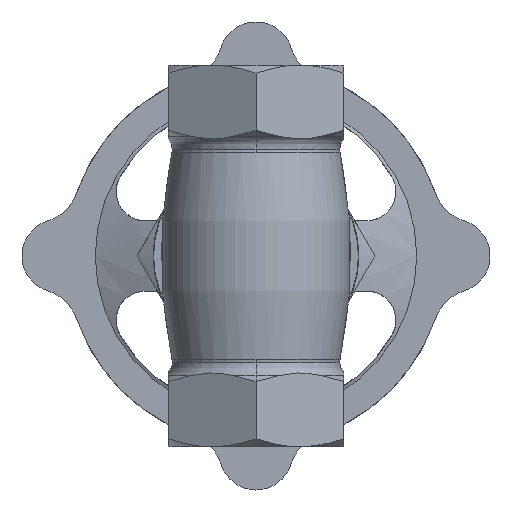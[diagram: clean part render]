
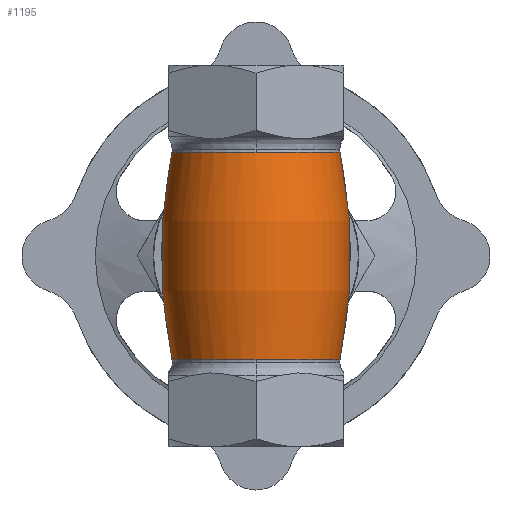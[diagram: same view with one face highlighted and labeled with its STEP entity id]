
A CAD part, front view. The second image highlights one B-rep face of the part: STEP entity #1195.
In plain terms, the highlighted toroidal (fillet/blend) face has major radius 44.482 mm and minor radius 54.769 mm.
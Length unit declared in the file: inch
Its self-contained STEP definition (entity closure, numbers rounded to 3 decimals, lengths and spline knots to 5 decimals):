
#494 = EDGE_CURVE ( 'NONE', #10485, #5390, #3764, .T. ) ;
#573 = DIRECTION ( 'NONE',  ( -1., 0., 0. ) ) ;
#1195 = ADVANCED_FACE ( 'NONE', ( #8061 ), #13288, .T. ) ;
#1227 = CIRCLE ( 'NONE', #3193, 2.15625 ) ;
#1385 = ORIENTED_EDGE ( 'NONE', *, *, #11952, .F. ) ;
#1651 = ORIENTED_EDGE ( 'NONE', *, *, #4203, .T. ) ;
#1740 = CARTESIAN_POINT ( 'NONE',  ( 0., -1.31349, -0.44349 ) ) ;
#1810 = EDGE_CURVE ( 'NONE', #1839, #7584, #10570, .T. ) ;
#1839 = VERTEX_POINT ( 'NONE', #2445 ) ;
#1853 = DIRECTION ( 'NONE',  ( 0., 0., -1. ) ) ;
#2281 = CARTESIAN_POINT ( 'NONE',  ( 0., -1.31349, -0.44349 ) ) ;
#2445 = CARTESIAN_POINT ( 'NONE',  ( 0., -1.67239, 0.44349 ) ) ;
#2875 = CARTESIAN_POINT ( 'NONE',  ( 0.3589, -1.31349, 0.44349 ) ) ;
#3129 = AXIS2_PLACEMENT_3D ( 'NONE', #12432, #5526, #10066 ) ;
#3193 = AXIS2_PLACEMENT_3D ( 'NONE', #7534, #8738, #9907 ) ;
#3764 = CIRCLE ( 'NONE', #12368, 0.3589 ) ;
#3842 = ORIENTED_EDGE ( 'NONE', *, *, #5858, .F. ) ;
#4203 = EDGE_CURVE ( 'NONE', #14729, #1839, #11909, .T. ) ;
#4349 = ORIENTED_EDGE ( 'NONE', *, *, #1810, .T. ) ;
#4704 = DIRECTION ( 'NONE',  ( -1., 0., 0. ) ) ;
#5354 = AXIS2_PLACEMENT_3D ( 'NONE', #1740, #14132, #573 ) ;
#5390 = VERTEX_POINT ( 'NONE', #10853 ) ;
#5427 = CIRCLE ( 'NONE', #8976, 2.15625 ) ;
#5446 = CARTESIAN_POINT ( 'NONE',  ( -1.75125, -1.31349, 0. ) ) ;
#5526 = DIRECTION ( 'NONE',  ( 0., 0., -1. ) ) ;
#5858 = EDGE_CURVE ( 'NONE', #6471, #10485, #11888, .T. ) ;
#6012 = CARTESIAN_POINT ( 'NONE',  ( 0., -1.67239, -0.44349 ) ) ;
#6471 = VERTEX_POINT ( 'NONE', #13247 ) ;
#6783 = EDGE_LOOP ( 'NONE', ( #1385, #1651, #4349, #9884, #7759, #3842 ) ) ;
#7350 = CARTESIAN_POINT ( 'NONE',  ( -0.3589, -1.31349, 0.44349 ) ) ;
#7534 = CARTESIAN_POINT ( 'NONE',  ( 1.75125, -1.31349, 0. ) ) ;
#7584 = VERTEX_POINT ( 'NONE', #7350 ) ;
#7759 = ORIENTED_EDGE ( 'NONE', *, *, #494, .F. ) ;
#8053 = AXIS2_PLACEMENT_3D ( 'NONE', #11005, #1853, #9908 ) ;
#8061 = FACE_OUTER_BOUND ( 'NONE', #6783, .T. ) ;
#8071 = DIRECTION ( 'NONE',  ( -1., 0., 0. ) ) ;
#8148 = EDGE_CURVE ( 'NONE', #7584, #5390, #1227, .T. ) ;
#8738 = DIRECTION ( 'NONE',  ( 0., -1., 0. ) ) ;
#8976 = AXIS2_PLACEMENT_3D ( 'NONE', #5446, #13514, #11272 ) ;
#9884 = ORIENTED_EDGE ( 'NONE', *, *, #8148, .T. ) ;
#9907 = DIRECTION ( 'NONE',  ( 0., 0., -1. ) ) ;
#9908 = DIRECTION ( 'NONE',  ( -1., 0., 0. ) ) ;
#10066 = DIRECTION ( 'NONE',  ( -1., 0., 0. ) ) ;
#10485 = VERTEX_POINT ( 'NONE', #6012 ) ;
#10490 = CARTESIAN_POINT ( 'NONE',  ( 0., -1.31349, 0.44349 ) ) ;
#10570 = CIRCLE ( 'NONE', #13069, 0.3589 ) ;
#10853 = CARTESIAN_POINT ( 'NONE',  ( -0.3589, -1.31349, -0.44349 ) ) ;
#11005 = CARTESIAN_POINT ( 'NONE',  ( 0., -1.31349, 0.44349 ) ) ;
#11272 = DIRECTION ( 'NONE',  ( -1., 0., 0. ) ) ;
#11432 = DIRECTION ( 'NONE',  ( 0., 0., -1. ) ) ;
#11433 = DIRECTION ( 'NONE',  ( 0., 0., -1. ) ) ;
#11888 = CIRCLE ( 'NONE', #5354, 0.3589 ) ;
#11909 = CIRCLE ( 'NONE', #8053, 0.3589 ) ;
#11952 = EDGE_CURVE ( 'NONE', #14729, #6471, #5427, .T. ) ;
#12368 = AXIS2_PLACEMENT_3D ( 'NONE', #2281, #11432, #8071 ) ;
#12432 = CARTESIAN_POINT ( 'NONE',  ( 0., -1.31349, 0. ) ) ;
#13069 = AXIS2_PLACEMENT_3D ( 'NONE', #10490, #11433, #4704 ) ;
#13247 = CARTESIAN_POINT ( 'NONE',  ( 0.3589, -1.31349, -0.44349 ) ) ;
#13288 = TOROIDAL_SURFACE ( 'NONE', #3129, -1.75125, 2.15625 ) ;
#13514 = DIRECTION ( 'NONE',  ( 0., 1., 0. ) ) ;
#14132 = DIRECTION ( 'NONE',  ( 0., 0., -1. ) ) ;
#14729 = VERTEX_POINT ( 'NONE', #2875 ) ;
